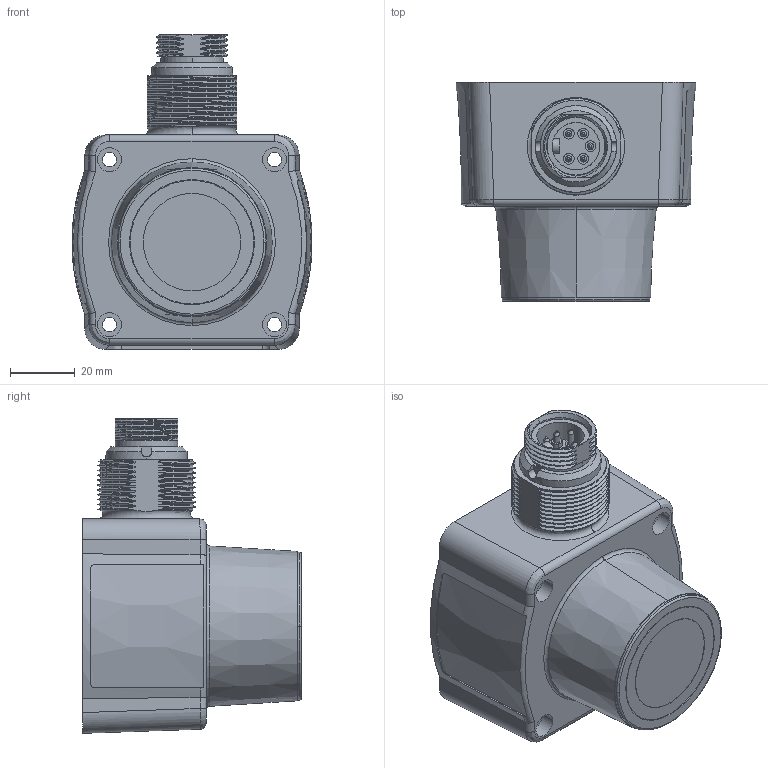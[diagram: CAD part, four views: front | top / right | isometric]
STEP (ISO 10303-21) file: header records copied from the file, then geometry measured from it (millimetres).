
FILE_DESCRIPTION((''),'2;1');
FILE_NAME('159633_ASM','2012-11-05T',('banengservice'),('BANNER ENGINEERING'),'PRO/ENGINEER BY PARAMETRIC TECHNOLOGY CORPORATION, 2009141','PRO/ENGINEER BY PARAMETRIC TECHNOLOGY CORPORATION, 2009141','');
FILE_SCHEMA(('CONFIG_CONTROL_DESIGN'));
Products named in the file (14): 70107; 70106; 70105; 70143; 110256_ASM; 70111; 62332; 29320; 13411; 35951; 35950; 36024_ASM; 116005; 159633_ASM
Assembly tree (16 placements, depth 3):
  159633_ASM
    110256_ASM
      70107
      70106
      70105
      70143
    70111
    36024_ASM
      62332
      29320
      13411
      35951
      35950  x4
    116005
Bounding box: 73.88 x 67.41 x 96.87 mm (x, y, z)
Volume: 103511.6 mm3; surface area: 72450.2 mm2
Topology: 14 solids, 19 shells, 1472 faces, 3858 edges, 2526 vertices
Faces by surface type: plane 683, cylinder 361, bspline 167, extrusion 155, cone 79, torus 23, sphere 4
Entity records: 80826 total; most frequent: CARTESIAN_POINT 46820, ORIENTED_EDGE 7432, DIRECTION 6004, EDGE_CURVE 3754, VERTEX_POINT 2469, VECTOR 2296, LINE 2141, AXIS2_PLACEMENT_3D 1854
